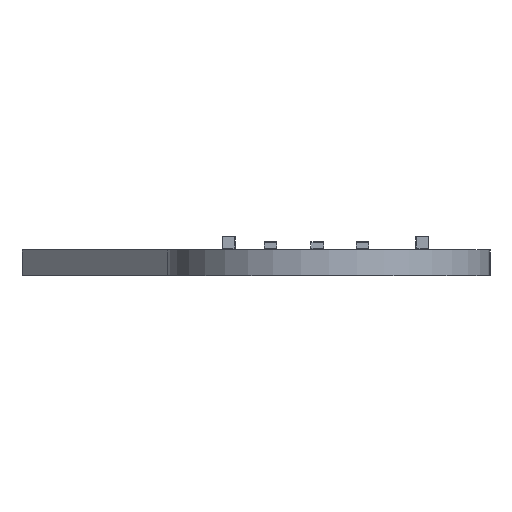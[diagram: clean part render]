
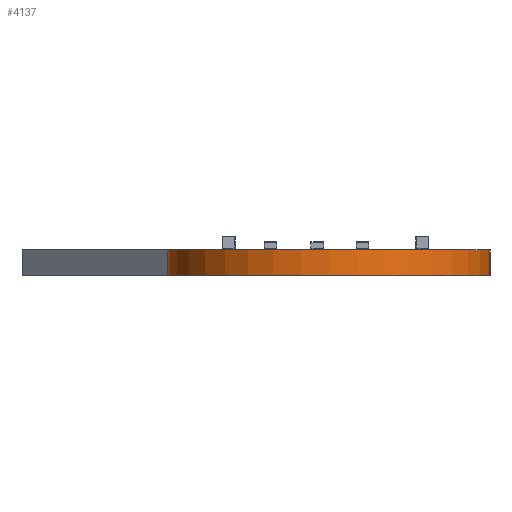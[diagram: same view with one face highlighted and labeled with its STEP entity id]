
A CAD part, left-side view. The second image highlights one B-rep face of the part: STEP entity #4137.
In plain terms, the highlighted cylindrical face has radius 10 mm (diameter 20 mm), a partial arc.
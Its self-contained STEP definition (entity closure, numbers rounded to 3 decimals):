
#4021 = EDGE_CURVE('',#4022,#4024,#4026,.T.);
#4022 = VERTEX_POINT('',#4023);
#4023 = CARTESIAN_POINT('',(0.,-10.,0.));
#4024 = VERTEX_POINT('',#4025);
#4025 = CARTESIAN_POINT('',(0.,-10.,1.6));
#4026 = SURFACE_CURVE('',#4027,(#4031,#4043),.PCURVE_S1.);
#4027 = LINE('',#4028,#4029);
#4028 = CARTESIAN_POINT('',(0.,-10.,0.));
#4029 = VECTOR('',#4030,1.);
#4030 = DIRECTION('',(0.,0.,1.));
#4031 = PCURVE('',#4032,#4037);
#4032 = PLANE('',#4033);
#4033 = AXIS2_PLACEMENT_3D('',#4034,#4035,#4036);
#4034 = CARTESIAN_POINT('',(0.,-10.,0.));
#4035 = DIRECTION('',(0.,1.,0.));
#4036 = DIRECTION('',(1.,0.,0.));
#4037 = DEFINITIONAL_REPRESENTATION('',(#4038),#4042);
#4038 = LINE('',#4039,#4040);
#4039 = CARTESIAN_POINT('',(0.,0.));
#4040 = VECTOR('',#4041,1.);
#4041 = DIRECTION('',(0.,-1.));
#4042 = ( GEOMETRIC_REPRESENTATION_CONTEXT(2) 
PARAMETRIC_REPRESENTATION_CONTEXT() REPRESENTATION_CONTEXT('2D SPACE',''
  ) );
#4043 = PCURVE('',#4044,#4049);
#4044 = CYLINDRICAL_SURFACE('',#4045,10.);
#4045 = AXIS2_PLACEMENT_3D('',#4046,#4047,#4048);
#4046 = CARTESIAN_POINT('',(0.,-0.,0.));
#4047 = DIRECTION('',(-0.,-0.,-1.));
#4048 = DIRECTION('',(1.,0.,-0.));
#4049 = DEFINITIONAL_REPRESENTATION('',(#4050),#4054);
#4050 = LINE('',#4051,#4052);
#4051 = CARTESIAN_POINT('',(-4.712,0.));
#4052 = VECTOR('',#4053,1.);
#4053 = DIRECTION('',(-0.,-1.));
#4054 = ( GEOMETRIC_REPRESENTATION_CONTEXT(2) 
PARAMETRIC_REPRESENTATION_CONTEXT() REPRESENTATION_CONTEXT('2D SPACE',''
  ) );
#4072 = PLANE('',#4073);
#4073 = AXIS2_PLACEMENT_3D('',#4074,#4075,#4076);
#4074 = CARTESIAN_POINT('',(79.068,1.928,1.6));
#4075 = DIRECTION('',(0.,0.,1.));
#4076 = DIRECTION('',(1.,0.,-0.));
#4126 = PLANE('',#4127);
#4127 = AXIS2_PLACEMENT_3D('',#4128,#4129,#4130);
#4128 = CARTESIAN_POINT('',(79.068,1.928,0.));
#4129 = DIRECTION('',(0.,0.,1.));
#4130 = DIRECTION('',(1.,0.,-0.));
#4137 = ADVANCED_FACE('',(#4138),#4044,.T.);
#4138 = FACE_BOUND('',#4139,.F.);
#4139 = EDGE_LOOP('',(#4140,#4170,#4192,#4193));
#4140 = ORIENTED_EDGE('',*,*,#4141,.T.);
#4141 = EDGE_CURVE('',#4142,#4144,#4146,.T.);
#4142 = VERTEX_POINT('',#4143);
#4143 = CARTESIAN_POINT('',(0.,10.,0.));
#4144 = VERTEX_POINT('',#4145);
#4145 = CARTESIAN_POINT('',(0.,10.,1.6));
#4146 = SURFACE_CURVE('',#4147,(#4151,#4158),.PCURVE_S1.);
#4147 = LINE('',#4148,#4149);
#4148 = CARTESIAN_POINT('',(0.,10.,0.));
#4149 = VECTOR('',#4150,1.);
#4150 = DIRECTION('',(0.,0.,1.));
#4151 = PCURVE('',#4044,#4152);
#4152 = DEFINITIONAL_REPRESENTATION('',(#4153),#4157);
#4153 = LINE('',#4154,#4155);
#4154 = CARTESIAN_POINT('',(-1.571,0.));
#4155 = VECTOR('',#4156,1.);
#4156 = DIRECTION('',(-0.,-1.));
#4157 = ( GEOMETRIC_REPRESENTATION_CONTEXT(2) 
PARAMETRIC_REPRESENTATION_CONTEXT() REPRESENTATION_CONTEXT('2D SPACE',''
  ) );
#4158 = PCURVE('',#4159,#4164);
#4159 = PLANE('',#4160);
#4160 = AXIS2_PLACEMENT_3D('',#4161,#4162,#4163);
#4161 = CARTESIAN_POINT('',(102.,19.,0.));
#4162 = DIRECTION('',(0.088,-0.996,0.));
#4163 = DIRECTION('',(-0.996,-0.088,0.));
#4164 = DEFINITIONAL_REPRESENTATION('',(#4165),#4169);
#4165 = LINE('',#4166,#4167);
#4166 = CARTESIAN_POINT('',(102.396,0.));
#4167 = VECTOR('',#4168,1.);
#4168 = DIRECTION('',(0.,-1.));
#4169 = ( GEOMETRIC_REPRESENTATION_CONTEXT(2) 
PARAMETRIC_REPRESENTATION_CONTEXT() REPRESENTATION_CONTEXT('2D SPACE',''
  ) );
#4170 = ORIENTED_EDGE('',*,*,#4171,.T.);
#4171 = EDGE_CURVE('',#4144,#4024,#4172,.T.);
#4172 = SURFACE_CURVE('',#4173,(#4178,#4185),.PCURVE_S1.);
#4173 = CIRCLE('',#4174,10.);
#4174 = AXIS2_PLACEMENT_3D('',#4175,#4176,#4177);
#4175 = CARTESIAN_POINT('',(0.,0.,1.6));
#4176 = DIRECTION('',(0.,0.,1.));
#4177 = DIRECTION('',(1.,0.,-0.));
#4178 = PCURVE('',#4044,#4179);
#4179 = DEFINITIONAL_REPRESENTATION('',(#4180),#4184);
#4180 = LINE('',#4181,#4182);
#4181 = CARTESIAN_POINT('',(-0.,-1.6));
#4182 = VECTOR('',#4183,1.);
#4183 = DIRECTION('',(-1.,0.));
#4184 = ( GEOMETRIC_REPRESENTATION_CONTEXT(2) 
PARAMETRIC_REPRESENTATION_CONTEXT() REPRESENTATION_CONTEXT('2D SPACE',''
  ) );
#4185 = PCURVE('',#4072,#4186);
#4186 = DEFINITIONAL_REPRESENTATION('',(#4187),#4191);
#4187 = CIRCLE('',#4188,10.);
#4188 = AXIS2_PLACEMENT_2D('',#4189,#4190);
#4189 = CARTESIAN_POINT('',(-79.068,-1.928));
#4190 = DIRECTION('',(1.,0.));
#4191 = ( GEOMETRIC_REPRESENTATION_CONTEXT(2) 
PARAMETRIC_REPRESENTATION_CONTEXT() REPRESENTATION_CONTEXT('2D SPACE',''
  ) );
#4192 = ORIENTED_EDGE('',*,*,#4021,.F.);
#4193 = ORIENTED_EDGE('',*,*,#4194,.F.);
#4194 = EDGE_CURVE('',#4142,#4022,#4195,.T.);
#4195 = SURFACE_CURVE('',#4196,(#4201,#4208),.PCURVE_S1.);
#4196 = CIRCLE('',#4197,10.);
#4197 = AXIS2_PLACEMENT_3D('',#4198,#4199,#4200);
#4198 = CARTESIAN_POINT('',(0.,-0.,0.));
#4199 = DIRECTION('',(0.,0.,1.));
#4200 = DIRECTION('',(1.,0.,-0.));
#4201 = PCURVE('',#4044,#4202);
#4202 = DEFINITIONAL_REPRESENTATION('',(#4203),#4207);
#4203 = LINE('',#4204,#4205);
#4204 = CARTESIAN_POINT('',(-0.,0.));
#4205 = VECTOR('',#4206,1.);
#4206 = DIRECTION('',(-1.,0.));
#4207 = ( GEOMETRIC_REPRESENTATION_CONTEXT(2) 
PARAMETRIC_REPRESENTATION_CONTEXT() REPRESENTATION_CONTEXT('2D SPACE',''
  ) );
#4208 = PCURVE('',#4126,#4209);
#4209 = DEFINITIONAL_REPRESENTATION('',(#4210),#4214);
#4210 = CIRCLE('',#4211,10.);
#4211 = AXIS2_PLACEMENT_2D('',#4212,#4213);
#4212 = CARTESIAN_POINT('',(-79.068,-1.928));
#4213 = DIRECTION('',(1.,0.));
#4214 = ( GEOMETRIC_REPRESENTATION_CONTEXT(2) 
PARAMETRIC_REPRESENTATION_CONTEXT() REPRESENTATION_CONTEXT('2D SPACE',''
  ) );
